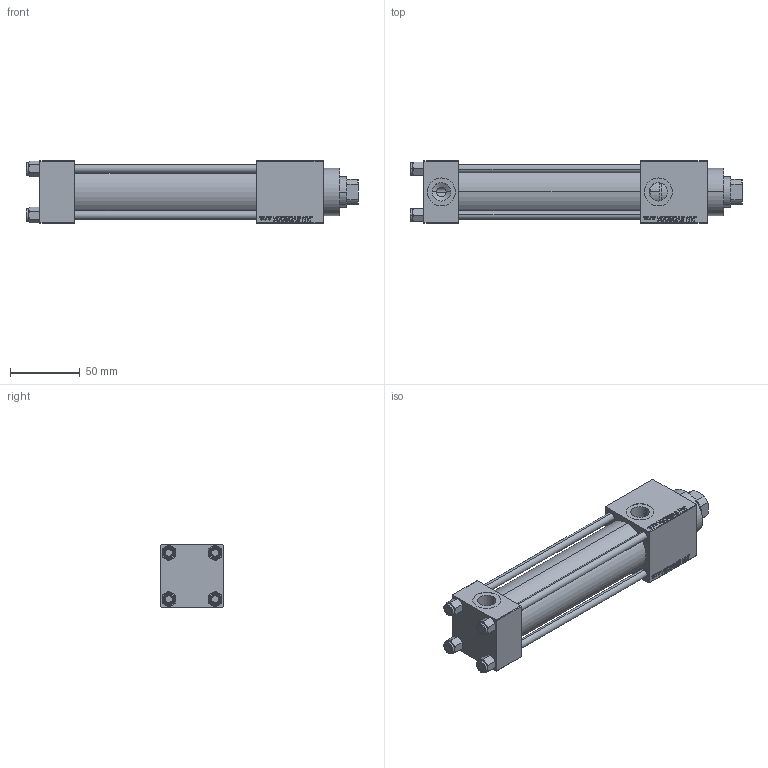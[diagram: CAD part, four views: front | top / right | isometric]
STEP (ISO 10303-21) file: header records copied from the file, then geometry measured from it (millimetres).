
FILE_DESCRIPTION (( 'STEP AP203' ), '1' );
FILE_NAME ('6f43.STEP', '2023-08-23T12:03:53', ( '' ), ( '' ), 'SwSTEP 2.0', 'SolidWorks 2019', '' );
FILE_SCHEMA (( 'CONFIG_CONTROL_DESIGN' ));
Length unit declared in the file: millimetre
Products named in the file (8): V215CR_C_TYCINKA 7a5390de62ef11c6920a265344d0389c; V215CR_C_Body 7a5390de62ef11c6920a265344d0389c; NUT_M5_C 7a5390de62ef11c6920a265344d0389c; DFA 7a5390de62ef11c6920a265344d0389c; FEMALE_PART_FOR_DFA 7a5390de62ef11c6920a265344d0389c; V215_VC_A 7a5390de62ef11c6920a265344d0389c; 6f43; V215CR_VCP_C 7a5390de62ef11c6920a265344d0389c
Assembly tree (13 placements, depth 3):
  6f43
    V215CR_C_Body 7a5390de62ef11c6920a265344d0389c
    V215CR_VCP_C 7a5390de62ef11c6920a265344d0389c
    NUT_M5_C 7a5390de62ef11c6920a265344d0389c  x4
    V215CR_C_TYCINKA 7a5390de62ef11c6920a265344d0389c  x4
    V215_VC_A 7a5390de62ef11c6920a265344d0389c
    DFA 7a5390de62ef11c6920a265344d0389c
      FEMALE_PART_FOR_DFA 7a5390de62ef11c6920a265344d0389c
Bounding box: 238 x 45 x 45 mm (x, y, z)
Volume: 285519.5 mm3; surface area: 104880.5 mm2
Topology: 12 solids, 12 shells, 1180 faces, 2951 edges, 1911 vertices
Faces by surface type: plane 537, bspline 392, cone 148, cylinder 95, torus 8
Entity records: 51347 total; most frequent: CARTESIAN_POINT 27284, ORIENTED_EDGE 5394, DIRECTION 3469, EDGE_CURVE 2697, VERTEX_POINT 1767, VECTOR 1629, LINE 1629, EDGE_LOOP 1188
